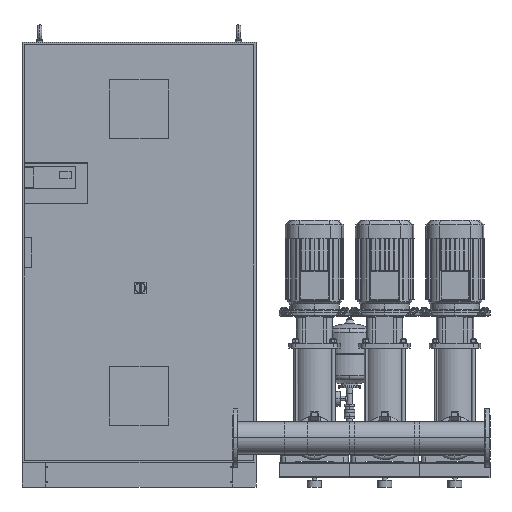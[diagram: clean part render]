
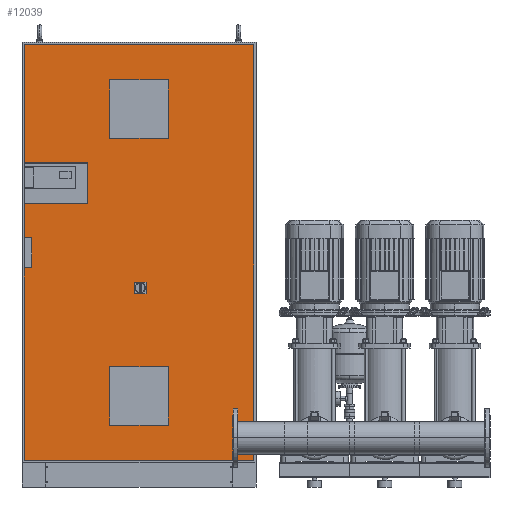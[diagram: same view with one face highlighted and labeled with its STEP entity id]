
A CAD part, front view. The second image highlights one B-rep face of the part: STEP entity #12039.
In plain terms, the highlighted planar face has unit normal (0, -1, 0).
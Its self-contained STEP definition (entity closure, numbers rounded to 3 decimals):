
#11157=CARTESIAN_POINT('',(-1058.0,-237.5,940.0));
#11158=VERTEX_POINT('',#11157);
#11165=CARTESIAN_POINT('',(-1058.0,-237.5,1065.0));
#11166=VERTEX_POINT('',#11165);
#11167=CARTESIAN_POINT('',(-1058.0,-237.5,1065.0));
#11168=DIRECTION('',(0.0,0.0,-1.0));
#11169=VECTOR('',#11168,125.0);
#11170=LINE('',#11167,#11169);
#11171=EDGE_CURVE('',#11166,#11158,#11170,.T.);
#11195=CARTESIAN_POINT('',(-1088.0,-237.5,940.0));
#11196=VERTEX_POINT('',#11195);
#11203=CARTESIAN_POINT('',(-1058.0,-237.5,940.0));
#11204=DIRECTION('',(-1.0,0.0,0.0));
#11205=VECTOR('',#11204,30.0);
#11206=LINE('',#11203,#11205);
#11207=EDGE_CURVE('',#11158,#11196,#11206,.T.);
#11226=CARTESIAN_POINT('',(-1088.0,-237.5,1065.0));
#11227=VERTEX_POINT('',#11226);
#11234=CARTESIAN_POINT('',(-1088.0,-237.5,940.0));
#11235=DIRECTION('',(0.0,0.0,1.0));
#11236=VECTOR('',#11235,125.0);
#11237=LINE('',#11234,#11236);
#11238=EDGE_CURVE('',#11196,#11227,#11237,.T.);
#11256=CARTESIAN_POINT('',(-1088.0,-237.5,1065.0));
#11257=DIRECTION('',(1.0,0.0,0.0));
#11258=VECTOR('',#11257,30.0);
#11259=LINE('',#11256,#11258);
#11260=EDGE_CURVE('',#11227,#11166,#11259,.T.);
#11323=CARTESIAN_POINT('',(-1090.0,-237.5,1210.0));
#11324=VERTEX_POINT('',#11323);
#11341=CARTESIAN_POINT('',(-1090.0,-237.5,115.0));
#11342=VERTEX_POINT('',#11341);
#11349=CARTESIAN_POINT('',(-1090.0,-237.5,115.0));
#11350=DIRECTION('',(0.0,0.0,1.0));
#11351=VECTOR('',#11350,1095.0);
#11352=LINE('',#11349,#11351);
#11353=EDGE_CURVE('',#11342,#11324,#11352,.T.);
#11371=CARTESIAN_POINT('',(-820.0,-237.5,1385.0));
#11372=VERTEX_POINT('',#11371);
#11379=CARTESIAN_POINT('',(-1090.0,-237.5,1385.0));
#11380=VERTEX_POINT('',#11379);
#11381=CARTESIAN_POINT('',(-1090.0,-237.5,1385.0));
#11382=DIRECTION('',(1.0,0.0,0.0));
#11383=VECTOR('',#11382,270.0);
#11384=LINE('',#11381,#11383);
#11385=EDGE_CURVE('',#11380,#11372,#11384,.T.);
#11418=CARTESIAN_POINT('',(-820.0,-237.5,1210.0));
#11419=VERTEX_POINT('',#11418);
#11426=CARTESIAN_POINT('',(-820.0,-237.5,1385.0));
#11427=DIRECTION('',(0.0,0.0,-1.0));
#11428=VECTOR('',#11427,175.0);
#11429=LINE('',#11426,#11428);
#11430=EDGE_CURVE('',#11372,#11419,#11429,.T.);
#11455=CARTESIAN_POINT('',(-820.0,-237.5,1210.0));
#11456=DIRECTION('',(-1.0,0.0,0.0));
#11457=VECTOR('',#11456,270.0);
#11458=LINE('',#11455,#11457);
#11459=EDGE_CURVE('',#11419,#11324,#11458,.T.);
#11498=CARTESIAN_POINT('',(-475.,-237.5,1740.0));
#11499=VERTEX_POINT('',#11498);
#11506=CARTESIAN_POINT('',(-725.,-237.5,1740.0));
#11507=VERTEX_POINT('',#11506);
#11508=CARTESIAN_POINT('',(-725.,-237.5,1740.0));
#11509=DIRECTION('',(1.0,0.0,0.0));
#11510=VECTOR('',#11509,250.0);
#11511=LINE('',#11508,#11510);
#11512=EDGE_CURVE('',#11507,#11499,#11511,.T.);
#11536=CARTESIAN_POINT('',(-475.0,-237.5,1490.0));
#11537=VERTEX_POINT('',#11536);
#11544=CARTESIAN_POINT('',(-475.,-237.5,1740.0));
#11545=DIRECTION('',(0.0,0.0,-1.0));
#11546=VECTOR('',#11545,250.0);
#11547=LINE('',#11544,#11546);
#11548=EDGE_CURVE('',#11499,#11537,#11547,.T.);
#11567=CARTESIAN_POINT('',(-725.,-237.5,1490.0));
#11568=VERTEX_POINT('',#11567);
#11575=CARTESIAN_POINT('',(-475.0,-237.5,1490.0));
#11576=DIRECTION('',(-1.0,0.0,0.0));
#11577=VECTOR('',#11576,250.);
#11578=LINE('',#11575,#11577);
#11579=EDGE_CURVE('',#11537,#11568,#11578,.T.);
#11597=CARTESIAN_POINT('',(-725.,-237.5,1490.0));
#11598=DIRECTION('',(0.0,0.0,1.0));
#11599=VECTOR('',#11598,250.0);
#11600=LINE('',#11597,#11599);
#11601=EDGE_CURVE('',#11568,#11507,#11600,.T.);
#11634=CARTESIAN_POINT('',(-475.0,-237.5,265.0));
#11635=VERTEX_POINT('',#11634);
#11642=CARTESIAN_POINT('',(-475.0,-237.5,515.0));
#11643=VERTEX_POINT('',#11642);
#11644=CARTESIAN_POINT('',(-475.0,-237.5,515.0));
#11645=DIRECTION('',(0.0,0.0,-1.0));
#11646=VECTOR('',#11645,250.0);
#11647=LINE('',#11644,#11646);
#11648=EDGE_CURVE('',#11643,#11635,#11647,.T.);
#11672=CARTESIAN_POINT('',(-725.0,-237.5,265.0));
#11673=VERTEX_POINT('',#11672);
#11680=CARTESIAN_POINT('',(-475.0,-237.5,265.0));
#11681=DIRECTION('',(-1.0,0.0,0.0));
#11682=VECTOR('',#11681,250.0);
#11683=LINE('',#11680,#11682);
#11684=EDGE_CURVE('',#11635,#11673,#11683,.T.);
#11703=CARTESIAN_POINT('',(-725.0,-237.5,515.0));
#11704=VERTEX_POINT('',#11703);
#11711=CARTESIAN_POINT('',(-725.0,-237.5,265.0));
#11712=DIRECTION('',(0.0,0.0,1.0));
#11713=VECTOR('',#11712,250.0);
#11714=LINE('',#11711,#11713);
#11715=EDGE_CURVE('',#11673,#11704,#11714,.T.);
#11733=CARTESIAN_POINT('',(-725.0,-237.5,515.0));
#11734=DIRECTION('',(1.0,0.0,0.0));
#11735=VECTOR('',#11734,250.0);
#11736=LINE('',#11733,#11735);
#11737=EDGE_CURVE('',#11704,#11643,#11736,.T.);
#11896=CARTESIAN_POINT('',(-110.,-237.5,1890.0));
#11897=VERTEX_POINT('',#11896);
#11898=CARTESIAN_POINT('',(-110.0,-237.5,115.0));
#11899=VERTEX_POINT('',#11898);
#11900=CARTESIAN_POINT('',(-110.,-237.5,1890.0));
#11901=DIRECTION('',(0.0,0.0,-1.0));
#11902=VECTOR('',#11901,1775.0);
#11903=LINE('',#11900,#11902);
#11904=EDGE_CURVE('',#11897,#11899,#11903,.T.);
#11936=CARTESIAN_POINT('',(-110.0,-237.5,115.0));
#11937=DIRECTION('',(-1.0,0.0,0.0));
#11938=VECTOR('',#11937,980.0);
#11939=LINE('',#11936,#11938);
#11940=EDGE_CURVE('',#11899,#11342,#11939,.T.);
#11959=CARTESIAN_POINT('',(-1090.0,-237.5,1890.0));
#11960=VERTEX_POINT('',#11959);
#11961=CARTESIAN_POINT('',(-1090.0,-237.5,1385.0));
#11962=DIRECTION('',(0.0,0.0,1.0));
#11963=VECTOR('',#11962,505.0);
#11964=LINE('',#11961,#11963);
#11965=EDGE_CURVE('',#11380,#11960,#11964,.T.);
#11989=CARTESIAN_POINT('',(-1090.0,-237.5,1890.0));
#11990=DIRECTION('',(1.0,0.0,0.0));
#11991=VECTOR('',#11990,980.);
#11992=LINE('',#11989,#11991);
#11993=EDGE_CURVE('',#11960,#11897,#11992,.T.);
#12006=CARTESIAN_POINT('',(-600.0,-237.5,1002.5));
#12007=DIRECTION('',(0.0,1.0,0.0));
#12008=DIRECTION('',(0.0,0.0,1.0));
#12009=AXIS2_PLACEMENT_3D('',#12006,#12007,#12008);
#12010=PLANE('',#12009);
#12011=ORIENTED_EDGE('',*,*,#11459,.T.);
#12012=ORIENTED_EDGE('',*,*,#11353,.F.);
#12013=ORIENTED_EDGE('',*,*,#11940,.F.);
#12014=ORIENTED_EDGE('',*,*,#11904,.F.);
#12015=ORIENTED_EDGE('',*,*,#11993,.F.);
#12016=ORIENTED_EDGE('',*,*,#11965,.F.);
#12017=ORIENTED_EDGE('',*,*,#11385,.T.);
#12018=ORIENTED_EDGE('',*,*,#11430,.T.);
#12019=EDGE_LOOP('',(#12011,#12012,#12013,#12014,#12015,#12016,#12017,#12018));
#12020=FACE_OUTER_BOUND('',#12019,.T.);
#12021=ORIENTED_EDGE('',*,*,#11171,.T.);
#12022=ORIENTED_EDGE('',*,*,#11207,.T.);
#12023=ORIENTED_EDGE('',*,*,#11238,.T.);
#12024=ORIENTED_EDGE('',*,*,#11260,.T.);
#12025=EDGE_LOOP('',(#12021,#12022,#12023,#12024));
#12026=FACE_BOUND('',#12025,.T.);
#12027=ORIENTED_EDGE('',*,*,#11512,.T.);
#12028=ORIENTED_EDGE('',*,*,#11548,.T.);
#12029=ORIENTED_EDGE('',*,*,#11579,.T.);
#12030=ORIENTED_EDGE('',*,*,#11601,.T.);
#12031=EDGE_LOOP('',(#12027,#12028,#12029,#12030));
#12032=FACE_BOUND('',#12031,.T.);
#12033=ORIENTED_EDGE('',*,*,#11648,.T.);
#12034=ORIENTED_EDGE('',*,*,#11684,.T.);
#12035=ORIENTED_EDGE('',*,*,#11715,.T.);
#12036=ORIENTED_EDGE('',*,*,#11737,.T.);
#12037=EDGE_LOOP('',(#12033,#12034,#12035,#12036));
#12038=FACE_BOUND('',#12037,.T.);
#12039=ADVANCED_FACE('',(#12020,#12026,#12032,#12038),#12010,.F.);
